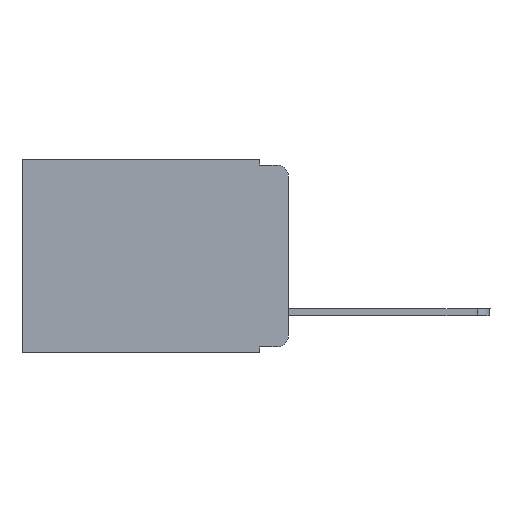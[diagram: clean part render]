
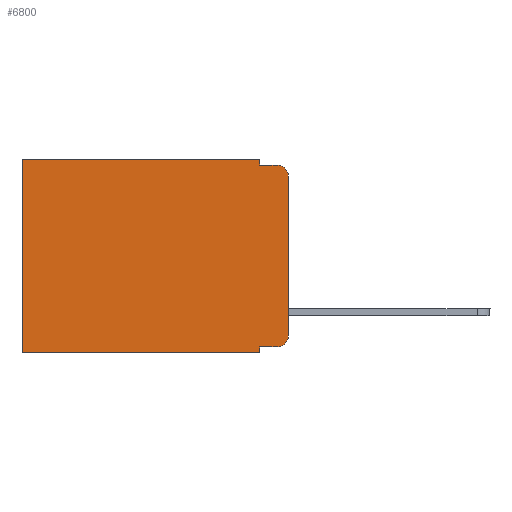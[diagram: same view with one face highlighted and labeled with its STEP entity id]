
A CAD part, left-side view. The second image highlights one B-rep face of the part: STEP entity #6800.
In plain terms, the highlighted planar face has unit normal (-1, 0, 0).
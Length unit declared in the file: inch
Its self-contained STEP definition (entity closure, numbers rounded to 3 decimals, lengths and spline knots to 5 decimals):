
#600 = EDGE_LOOP ( 'NONE', ( #10886, #6218, #3229, #19626, #20989, #8645, #4333, #5731, #1879, #20315 ) ) ;
#880 = CARTESIAN_POINT ( 'NONE',  ( 0.298, 0., -0.313 ) ) ;
#1059 = CARTESIAN_POINT ( 'NONE',  ( 0.298, 0.051, -0.333 ) ) ;
#1506 = VECTOR ( 'NONE', #18406, 39.37008 ) ;
#1879 = ORIENTED_EDGE ( 'NONE', *, *, #13683, .T. ) ;
#1985 = VECTOR ( 'NONE', #3476, 39.37008 ) ;
#1992 = LINE ( 'NONE', #6550, #2600 ) ;
#2523 = CARTESIAN_POINT ( 'NONE',  ( 0.298, 0.02, -0.313 ) ) ;
#2600 = VECTOR ( 'NONE', #17960, 39.37008 ) ;
#2626 = CARTESIAN_POINT ( 'NONE',  ( 0.298, 0., -0.03 ) ) ;
#3055 = VERTEX_POINT ( 'NONE', #880 ) ;
#3057 = DIRECTION ( 'NONE',  ( 0., -1., 0. ) ) ;
#3077 = VECTOR ( 'NONE', #14790, 39.37008 ) ;
#3112 = VERTEX_POINT ( 'NONE', #11068 ) ;
#3229 = ORIENTED_EDGE ( 'NONE', *, *, #17014, .F. ) ;
#3245 = AXIS2_PLACEMENT_3D ( 'NONE', #2523, #5813, #20622 ) ;
#3476 = DIRECTION ( 'NONE',  ( 0., 0., -1. ) ) ;
#3880 = VERTEX_POINT ( 'NONE', #3984 ) ;
#3984 = CARTESIAN_POINT ( 'NONE',  ( 0.298, 0.473, -0.343 ) ) ;
#4333 = ORIENTED_EDGE ( 'NONE', *, *, #17130, .F. ) ;
#4512 = CARTESIAN_POINT ( 'NONE',  ( 0.298, 0., 0. ) ) ;
#4513 = VERTEX_POINT ( 'NONE', #15306 ) ;
#4883 = DIRECTION ( 'NONE',  ( -1., 0., 0. ) ) ;
#4966 = CARTESIAN_POINT ( 'NONE',  ( 0.298, 0.051, 0. ) ) ;
#5354 = CIRCLE ( 'NONE', #17278, 0.02 ) ;
#5390 = VERTEX_POINT ( 'NONE', #7133 ) ;
#5731 = ORIENTED_EDGE ( 'NONE', *, *, #20470, .F. ) ;
#5813 = DIRECTION ( 'NONE',  ( -1., 0., 0. ) ) ;
#5826 = EDGE_CURVE ( 'NONE', #4513, #3880, #15106, .T. ) ;
#6079 = DIRECTION ( 'NONE',  ( 1., 0., 0. ) ) ;
#6169 = CARTESIAN_POINT ( 'NONE',  ( 0.298, 0.02, -0.03 ) ) ;
#6218 = ORIENTED_EDGE ( 'NONE', *, *, #9928, .T. ) ;
#6406 = VERTEX_POINT ( 'NONE', #2626 ) ;
#6550 = CARTESIAN_POINT ( 'NONE',  ( 0.298, 0., -0.343 ) ) ;
#6800 = ADVANCED_FACE ( 'NONE', ( #7975 ), #11070, .F. ) ;
#6857 = CARTESIAN_POINT ( 'NONE',  ( 0.298, 0.051, -0.01 ) ) ;
#7133 = CARTESIAN_POINT ( 'NONE',  ( 0.298, 0.051, -0.343 ) ) ;
#7316 = CIRCLE ( 'NONE', #3245, 0.02 ) ;
#7617 = CARTESIAN_POINT ( 'NONE',  ( 0.298, 0.02, -0.01 ) ) ;
#7975 = FACE_OUTER_BOUND ( 'NONE', #600, .T. ) ;
#7981 = VERTEX_POINT ( 'NONE', #6857 ) ;
#8645 = ORIENTED_EDGE ( 'NONE', *, *, #5826, .T. ) ;
#9049 = EDGE_CURVE ( 'NONE', #13838, #3055, #7316, .T. ) ;
#9107 = VERTEX_POINT ( 'NONE', #7617 ) ;
#9475 = DIRECTION ( 'NONE',  ( 0., 0., -1. ) ) ;
#9544 = VECTOR ( 'NONE', #16013, 39.37008 ) ;
#9928 = EDGE_CURVE ( 'NONE', #6406, #9107, #5354, .T. ) ;
#10401 = VECTOR ( 'NONE', #17512, 39.37008 ) ;
#10886 = ORIENTED_EDGE ( 'NONE', *, *, #17526, .F. ) ;
#11034 = CARTESIAN_POINT ( 'NONE',  ( 0.298, 0.02, -0.333 ) ) ;
#11068 = CARTESIAN_POINT ( 'NONE',  ( 0.298, 0.051, 0. ) ) ;
#11070 = PLANE ( 'NONE',  #14729 ) ;
#11128 = LINE ( 'NONE', #17647, #11402 ) ;
#11402 = VECTOR ( 'NONE', #3057, 39.37008 ) ;
#12202 = DIRECTION ( 'NONE',  ( 0., 0., -1. ) ) ;
#12529 = VERTEX_POINT ( 'NONE', #1059 ) ;
#12567 = CARTESIAN_POINT ( 'NONE',  ( 0.298, 0., 0. ) ) ;
#12595 = LINE ( 'NONE', #4512, #10401 ) ;
#13398 = CARTESIAN_POINT ( 'NONE',  ( 0.298, 0.473, 0. ) ) ;
#13683 = EDGE_CURVE ( 'NONE', #12529, #13838, #15103, .T. ) ;
#13691 = CARTESIAN_POINT ( 'NONE',  ( 0.298, 0.051, 0. ) ) ;
#13838 = VERTEX_POINT ( 'NONE', #11034 ) ;
#14664 = EDGE_CURVE ( 'NONE', #3112, #4513, #21004, .T. ) ;
#14729 = AXIS2_PLACEMENT_3D ( 'NONE', #12567, #6079, #9475 ) ;
#14790 = DIRECTION ( 'NONE',  ( 0., -1., 0. ) ) ;
#15094 = LINE ( 'NONE', #13691, #19894 ) ;
#15103 = LINE ( 'NONE', #19992, #3077 ) ;
#15106 = LINE ( 'NONE', #13398, #1506 ) ;
#15306 = CARTESIAN_POINT ( 'NONE',  ( 0.298, 0.473, 0. ) ) ;
#16013 = DIRECTION ( 'NONE',  ( 0., 1., 0. ) ) ;
#16183 = DIRECTION ( 'NONE',  ( 0., 0., -1. ) ) ;
#17014 = EDGE_CURVE ( 'NONE', #7981, #9107, #11128, .T. ) ;
#17130 = EDGE_CURVE ( 'NONE', #5390, #3880, #1992, .T. ) ;
#17278 = AXIS2_PLACEMENT_3D ( 'NONE', #6169, #4883, #16183 ) ;
#17512 = DIRECTION ( 'NONE',  ( 0., 0., -1. ) ) ;
#17526 = EDGE_CURVE ( 'NONE', #6406, #3055, #12595, .T. ) ;
#17611 = CARTESIAN_POINT ( 'NONE',  ( 0.298, 0., 0. ) ) ;
#17647 = CARTESIAN_POINT ( 'NONE',  ( 0.298, 0.051, -0.01 ) ) ;
#17749 = LINE ( 'NONE', #4966, #1985 ) ;
#17960 = DIRECTION ( 'NONE',  ( 0., 1., 0. ) ) ;
#18151 = EDGE_CURVE ( 'NONE', #3112, #7981, #15094, .T. ) ;
#18406 = DIRECTION ( 'NONE',  ( 0., 0., -1. ) ) ;
#19626 = ORIENTED_EDGE ( 'NONE', *, *, #18151, .F. ) ;
#19894 = VECTOR ( 'NONE', #12202, 39.37008 ) ;
#19992 = CARTESIAN_POINT ( 'NONE',  ( 0.298, 0.051, -0.333 ) ) ;
#20315 = ORIENTED_EDGE ( 'NONE', *, *, #9049, .T. ) ;
#20470 = EDGE_CURVE ( 'NONE', #12529, #5390, #17749, .T. ) ;
#20622 = DIRECTION ( 'NONE',  ( 0., 0., -1. ) ) ;
#20989 = ORIENTED_EDGE ( 'NONE', *, *, #14664, .T. ) ;
#21004 = LINE ( 'NONE', #17611, #9544 ) ;
